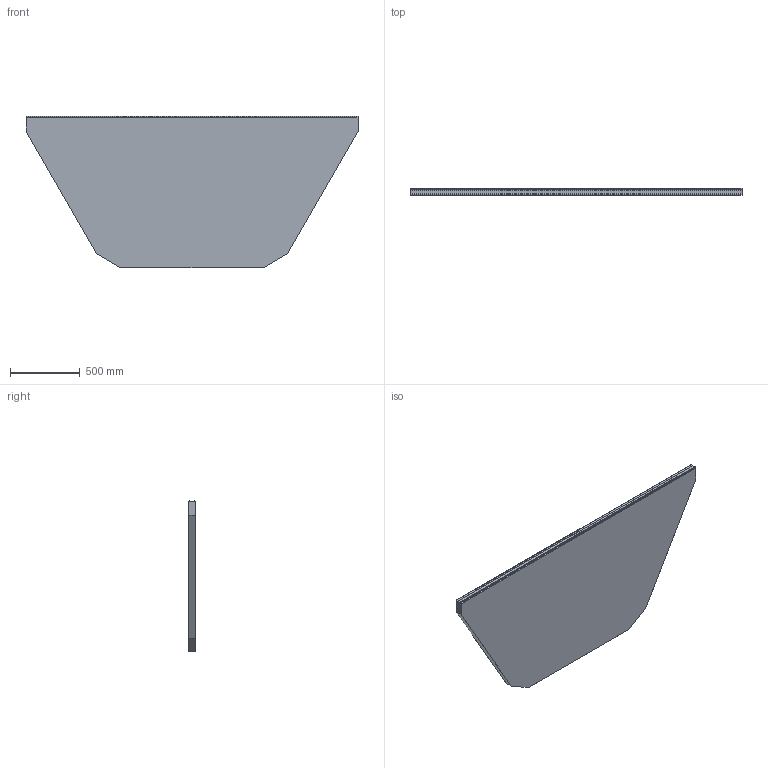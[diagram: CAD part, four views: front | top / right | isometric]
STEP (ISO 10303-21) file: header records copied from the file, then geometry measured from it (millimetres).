
FILE_DESCRIPTION (( 'STEP AP203' ), '1' );
FILE_NAME ('TMP-0010-LDA_REV_C.step', '2025-08-17T05:09:04', ( '' ), ( '' ), 'SwSTEP 2.0', 'SolidWorks 2024', '' );
FILE_SCHEMA (( 'CONFIG_CONTROL_DESIGN' ));
Length unit declared in the file: millimetre
Products named in the file (1): TMP-0010-LDA_REV_C
Bounding box: 2380 x 50 x 1089 mm (x, y, z)
Volume: 100177072.8 mm3; surface area: 12544265.2 mm2
Topology: 3 solids, 3 shells, 58 faces, 156 edges, 104 vertices
Faces by surface type: plane 38, cylinder 20
Entity records: 1893 total; most frequent: CARTESIAN_POINT 319, DIRECTION 314, ORIENTED_EDGE 312, EDGE_CURVE 156, LINE 116, VECTOR 116, VERTEX_POINT 104, AXIS2_PLACEMENT_3D 99
